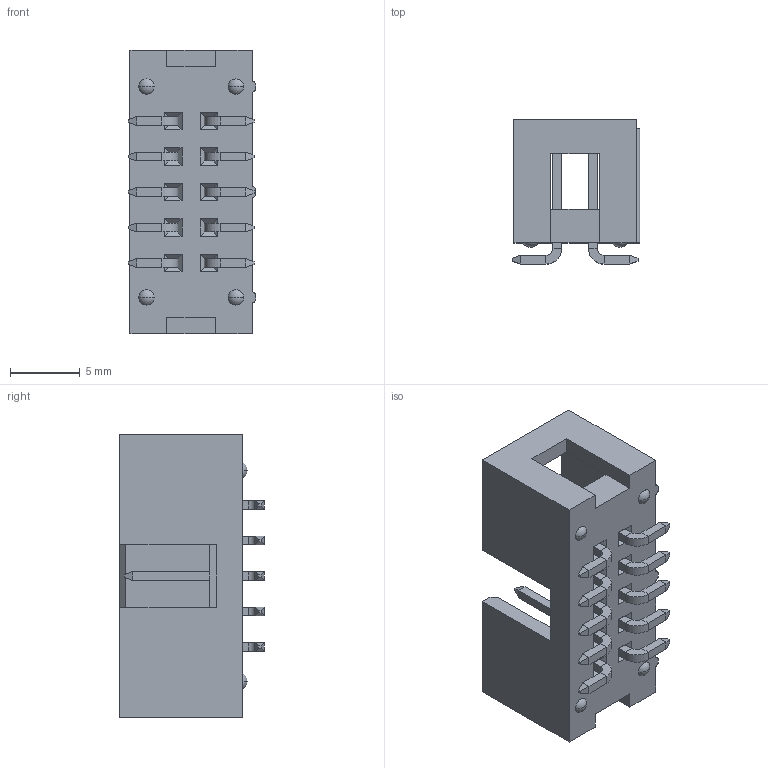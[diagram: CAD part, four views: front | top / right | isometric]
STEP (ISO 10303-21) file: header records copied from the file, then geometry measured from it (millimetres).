
FILE_DESCRIPTION((''),'2;1');
FILE_NAME('1371-10-00-xx-xx','2011-04-12T',('CAD'),(''),'PRO/ENGINEER BY PARAMETRIC TECHNOLOGY CORPORATION, 2007090','PRO/ENGINEER BY PARAMETRIC TECHNOLOGY CORPORATION, 2007090','');
FILE_SCHEMA(('CONFIG_CONTROL_DESIGN'));
Length unit declared in the file: millimetre
Products named in the file (3): I-137-10; T-SMT; 1371-10-00-xx-xx
Assembly tree (11 placements, depth 2):
  1371-10-00-xx-xx
    I-137-10
    T-SMT  x10
Bounding box: 9.12 x 10.32 x 20.31 mm (x, y, z)
Volume: 775.4 mm3; surface area: 1473.8 mm2
Topology: 11 solids, 11 shells, 349 faces, 785 edges, 450 vertices
Faces by surface type: plane 315, cylinder 26, sphere 8
Entity records: 5768 total; most frequent: CARTESIAN_POINT 780, ORIENTED_EDGE 762, DIRECTION 743, PRESENTATION_STYLE_ASSIGNMENT 383, STYLED_ITEM 383, CURVE_STYLE 381, EDGE_CURVE 381, VECTOR 349
